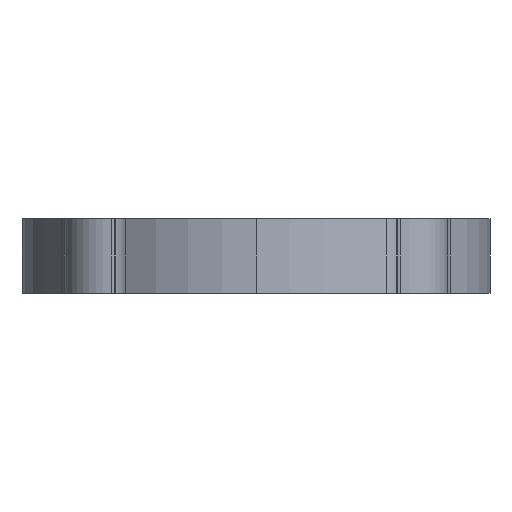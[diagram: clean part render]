
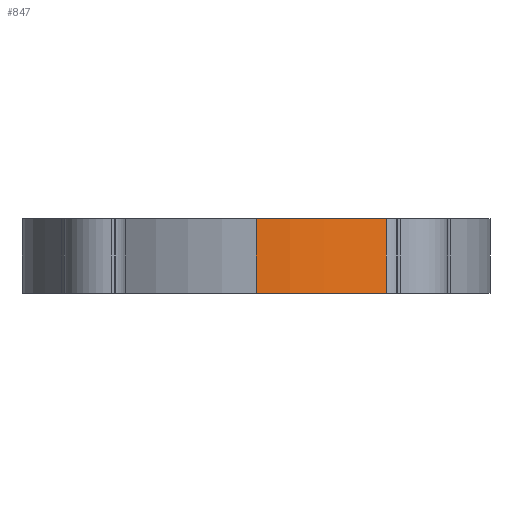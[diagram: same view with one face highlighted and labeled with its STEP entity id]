
A CAD part, left-side view. The second image highlights one B-rep face of the part: STEP entity #847.
In plain terms, the highlighted cylindrical face has radius 20 mm (diameter 40 mm), a partial arc.
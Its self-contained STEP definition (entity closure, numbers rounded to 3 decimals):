
#55 = ORIENTED_EDGE ( 'NONE', *, *, #1801, .T. ) ;
#162 = VERTEX_POINT ( 'NONE', #616 ) ;
#197 = ORIENTED_EDGE ( 'NONE', *, *, #946, .T. ) ;
#200 = ORIENTED_EDGE ( 'NONE', *, *, #1857, .T. ) ;
#235 = CARTESIAN_POINT ( 'NONE',  ( -16.613, -11.135, 6.35 ) ) ;
#384 = CARTESIAN_POINT ( 'NONE',  ( -20., 0., 6.35 ) ) ;
#436 = ORIENTED_EDGE ( 'NONE', *, *, #896, .T. ) ;
#464 = DIRECTION ( 'NONE',  ( 0., 0., -1. ) ) ;
#531 = DIRECTION ( 'NONE',  ( -1., 0., 0. ) ) ;
#537 = DIRECTION ( 'NONE',  ( 0., 0., -1. ) ) ;
#549 = VERTEX_POINT ( 'NONE', #235 ) ;
#551 = CARTESIAN_POINT ( 'NONE',  ( 0., 0., 6.35 ) ) ;
#616 = CARTESIAN_POINT ( 'NONE',  ( -16.613, -11.135, 0. ) ) ;
#722 = VECTOR ( 'NONE', #464, 1000. ) ;
#726 = LINE ( 'NONE', #384, #722 ) ;
#791 = EDGE_LOOP ( 'NONE', ( #436, #197, #200, #55 ) ) ;
#830 = CIRCLE ( 'NONE', #1808, 20. ) ;
#838 = DIRECTION ( 'NONE',  ( 0., 0., -1. ) ) ;
#847 = ADVANCED_FACE ( 'NONE', ( #1223 ), #951, .T. ) ;
#853 = CARTESIAN_POINT ( 'NONE',  ( 0., 0., 6.35 ) ) ;
#871 = DIRECTION ( 'NONE',  ( -1., 0., 0. ) ) ;
#896 = EDGE_CURVE ( 'NONE', #549, #1255, #830, .T. ) ;
#946 = EDGE_CURVE ( 'NONE', #1255, #1829, #726, .T. ) ;
#951 = CYLINDRICAL_SURFACE ( 'NONE', #1698, 20. ) ;
#1035 = AXIS2_PLACEMENT_3D ( 'NONE', #1387, #1366, #1351 ) ;
#1203 = CIRCLE ( 'NONE', #1035, 20. ) ;
#1223 = FACE_OUTER_BOUND ( 'NONE', #791, .T. ) ;
#1224 = VECTOR ( 'NONE', #1718, 1000. ) ;
#1255 = VERTEX_POINT ( 'NONE', #1434 ) ;
#1306 = LINE ( 'NONE', #1721, #1224 ) ;
#1351 = DIRECTION ( 'NONE',  ( -1., 0., 0. ) ) ;
#1366 = DIRECTION ( 'NONE',  ( 0., 0., 1. ) ) ;
#1387 = CARTESIAN_POINT ( 'NONE',  ( 0., 0., 0. ) ) ;
#1434 = CARTESIAN_POINT ( 'NONE',  ( -20., 0., 6.35 ) ) ;
#1616 = CARTESIAN_POINT ( 'NONE',  ( -20., 0., 0. ) ) ;
#1698 = AXIS2_PLACEMENT_3D ( 'NONE', #853, #838, #871 ) ;
#1718 = DIRECTION ( 'NONE',  ( 0., 0., 1. ) ) ;
#1721 = CARTESIAN_POINT ( 'NONE',  ( -16.613, -11.135, 6.35 ) ) ;
#1801 = EDGE_CURVE ( 'NONE', #162, #549, #1306, .T. ) ;
#1808 = AXIS2_PLACEMENT_3D ( 'NONE', #551, #537, #531 ) ;
#1829 = VERTEX_POINT ( 'NONE', #1616 ) ;
#1857 = EDGE_CURVE ( 'NONE', #1829, #162, #1203, .T. ) ;
